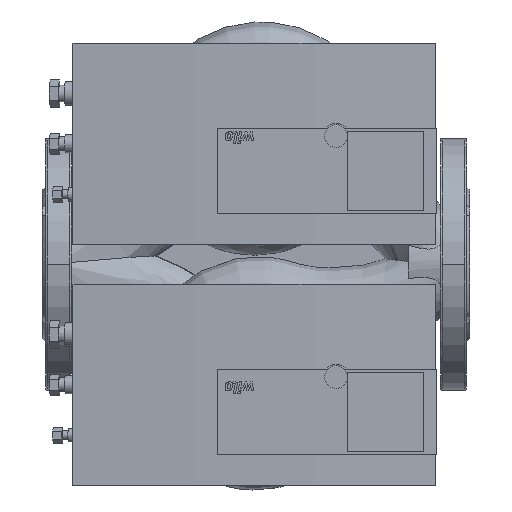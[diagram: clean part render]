
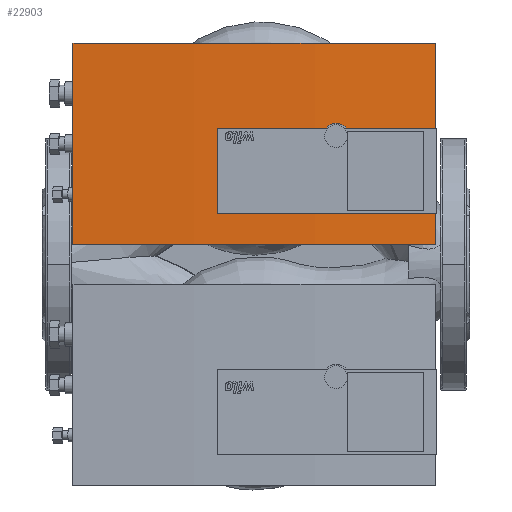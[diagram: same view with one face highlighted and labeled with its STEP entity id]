
A CAD part, front view. The second image highlights one B-rep face of the part: STEP entity #22903.
In plain terms, the highlighted cylindrical face has radius 1767.86 mm (diameter 3535.72 mm), a partial arc.
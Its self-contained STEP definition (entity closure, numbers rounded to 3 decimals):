
#22805=CARTESIAN_POINT('',(20.,-249.,145.0));
#22806=VERTEX_POINT('',#22805);
#22823=CARTESIAN_POINT('',(20.,-249.,13.0));
#22824=VERTEX_POINT('',#22823);
#22831=CARTESIAN_POINT('',(20.,-249.,13.0));
#22832=DIRECTION('',(0.0,0.0,1.0));
#22833=VECTOR('',#22832,132.0);
#22834=LINE('',#22831,#22833);
#22835=EDGE_CURVE('',#22824,#22806,#22834,.T.);
#22847=CARTESIAN_POINT('',(258.,-249.,145.0));
#22848=VERTEX_POINT('',#22847);
#22855=CARTESIAN_POINT('',(258.,-249.,13.0));
#22856=VERTEX_POINT('',#22855);
#22857=CARTESIAN_POINT('',(258.,-249.,13.0));
#22858=DIRECTION('',(0.0,0.0,1.0));
#22859=VECTOR('',#22858,132.0);
#22860=LINE('',#22857,#22859);
#22861=EDGE_CURVE('',#22856,#22848,#22860,.T.);
#22880=CARTESIAN_POINT('',(139.,1514.85,13.0));
#22881=DIRECTION('',(0.0,0.0,1.0));
#22882=DIRECTION('',(-0.067,-0.998,0.));
#22883=AXIS2_PLACEMENT_3D('',#22880,#22881,#22882);
#22884=CYLINDRICAL_SURFACE('',#22883,1767.86);
#22885=CARTESIAN_POINT('',(139.,1514.85,145.0));
#22886=DIRECTION('',(0.,0.,-1.));
#22887=DIRECTION('',(-0.067,-0.998,0.));
#22888=AXIS2_PLACEMENT_3D('',#22885,#22886,#22887);
#22889=CIRCLE('',#22888,1767.86);
#22890=EDGE_CURVE('',#22848,#22806,#22889,.T.);
#22891=ORIENTED_EDGE('',*,*,#22890,.T.);
#22892=ORIENTED_EDGE('',*,*,#22835,.F.);
#22893=CARTESIAN_POINT('',(139.,1514.85,13.0));
#22894=DIRECTION('',(0.,0.,1.));
#22895=DIRECTION('',(-0.067,-0.998,0.));
#22896=AXIS2_PLACEMENT_3D('',#22893,#22894,#22895);
#22897=CIRCLE('',#22896,1767.86);
#22898=EDGE_CURVE('',#22824,#22856,#22897,.T.);
#22899=ORIENTED_EDGE('',*,*,#22898,.T.);
#22900=ORIENTED_EDGE('',*,*,#22861,.T.);
#22901=EDGE_LOOP('',(#22891,#22892,#22899,#22900));
#22902=FACE_OUTER_BOUND('',#22901,.T.);
#22903=ADVANCED_FACE('',(#22902),#22884,.T.);
